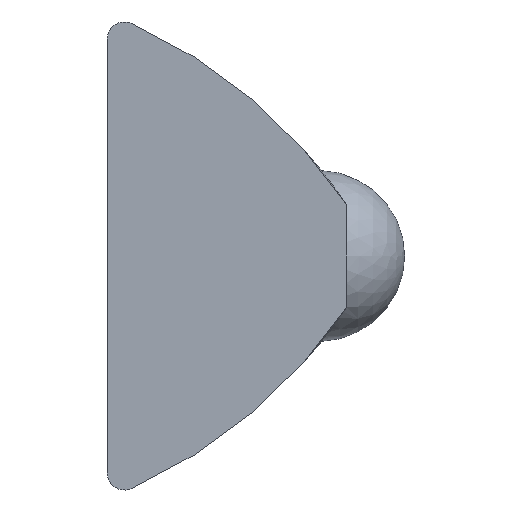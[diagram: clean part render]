
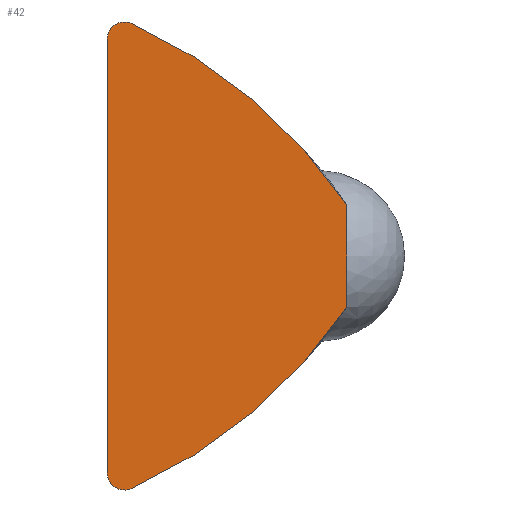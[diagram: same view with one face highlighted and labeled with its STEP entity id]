
A CAD part, left-side view. The second image highlights one B-rep face of the part: STEP entity #42.
In plain terms, the highlighted planar face has unit normal (-1, 0, 0).
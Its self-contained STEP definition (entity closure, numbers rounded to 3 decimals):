
#42 = ADVANCED_FACE( '', ( #89 ), #90, .F. );
#89 = FACE_OUTER_BOUND( '', #143, .T. );
#90 = PLANE( '', #144 );
#143 = EDGE_LOOP( '', ( #201, #202, #203, #204, #205, #206 ) );
#144 = AXIS2_PLACEMENT_3D( '', #207, #208, #209 );
#201 = ORIENTED_EDGE( '', *, *, #318, .F. );
#202 = ORIENTED_EDGE( '', *, *, #308, .F. );
#203 = ORIENTED_EDGE( '', *, *, #319, .F. );
#204 = ORIENTED_EDGE( '', *, *, #320, .F. );
#205 = ORIENTED_EDGE( '', *, *, #321, .F. );
#206 = ORIENTED_EDGE( '', *, *, #322, .F. );
#207 = CARTESIAN_POINT( '', ( 0., 6.5, 6.35 ) );
#208 = DIRECTION( '', ( 1., 0., 0. ) );
#209 = DIRECTION( '', ( 0., 0., -1. ) );
#308 = EDGE_CURVE( '', #356, #357, #358, .T. );
#318 = EDGE_CURVE( '', #357, #374, #375, .T. );
#319 = EDGE_CURVE( '', #376, #356, #377, .T. );
#320 = EDGE_CURVE( '', #378, #376, #379, .T. );
#321 = EDGE_CURVE( '', #380, #378, #381, .T. );
#322 = EDGE_CURVE( '', #374, #380, #382, .T. );
#356 = VERTEX_POINT( '', #426 );
#357 = VERTEX_POINT( '', #427 );
#358 = CIRCLE( '', #428, 0.5 );
#374 = VERTEX_POINT( '', #448 );
#375 = LINE( '', #449, #450 );
#376 = VERTEX_POINT( '', #451 );
#377 = CIRCLE( '', #452, 15. );
#378 = VERTEX_POINT( '', #453 );
#379 = LINE( '', #454, #455 );
#380 = VERTEX_POINT( '', #456 );
#381 = CIRCLE( '', #457, 15. );
#382 = CIRCLE( '', #458, 0.5 );
#426 = CARTESIAN_POINT( '', ( 0., 6.3, -6.808 ) );
#427 = CARTESIAN_POINT( '', ( 0., 7., -6.35 ) );
#428 = AXIS2_PLACEMENT_3D( '', #565, #566, #567 );
#448 = CARTESIAN_POINT( '', ( 0., 7., 6.35 ) );
#449 = CARTESIAN_POINT( '', ( 0., 7., -6.35 ) );
#450 = VECTOR( '', #581, 1000. );
#451 = CARTESIAN_POINT( '', ( 0., 0., -1.5 ) );
#452 = AXIS2_PLACEMENT_3D( '', #582, #583, #584 );
#453 = CARTESIAN_POINT( '', ( 0., 0., 1.5 ) );
#454 = CARTESIAN_POINT( '', ( 0., 0., 1.5 ) );
#455 = VECTOR( '', #585, 1000. );
#456 = CARTESIAN_POINT( '', ( 0., 6.3, 6.808 ) );
#457 = AXIS2_PLACEMENT_3D( '', #586, #587, #588 );
#458 = AXIS2_PLACEMENT_3D( '', #589, #590, #591 );
#565 = CARTESIAN_POINT( '', ( 0., 6.5, -6.35 ) );
#566 = DIRECTION( '', ( 1., 0., 0. ) );
#567 = DIRECTION( '', ( 0., 0., -1. ) );
#581 = DIRECTION( '', ( 0., 0., 1. ) );
#582 = CARTESIAN_POINT( '', ( 0., 12.444, 6.876 ) );
#583 = DIRECTION( '', ( 1., 0., 0. ) );
#584 = DIRECTION( '', ( 0., 0., -1. ) );
#585 = DIRECTION( '', ( 0., 0., -1. ) );
#586 = CARTESIAN_POINT( '', ( 0., 12.444, -6.876 ) );
#587 = DIRECTION( '', ( 1., 0., 0. ) );
#588 = DIRECTION( '', ( 0., 0., -1. ) );
#589 = CARTESIAN_POINT( '', ( 0., 6.5, 6.35 ) );
#590 = DIRECTION( '', ( 1., 0., 0. ) );
#591 = DIRECTION( '', ( 0., 0., -1. ) );
